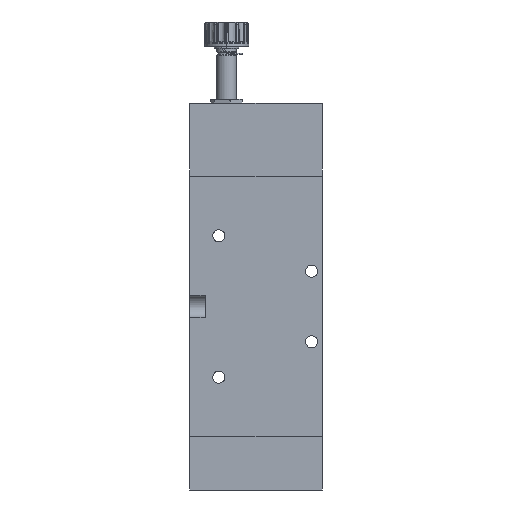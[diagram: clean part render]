
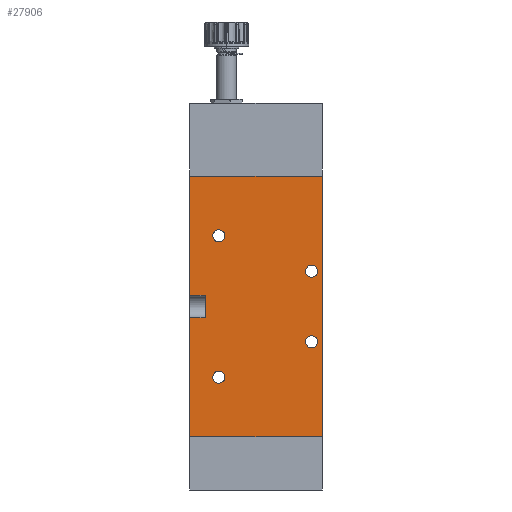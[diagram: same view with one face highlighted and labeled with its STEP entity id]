
A CAD part, left-side view. The second image highlights one B-rep face of the part: STEP entity #27906.
In plain terms, the highlighted planar face has unit normal (-1, 0, 0).
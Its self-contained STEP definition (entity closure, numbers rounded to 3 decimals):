
#112 = ORIENTED_EDGE ( 'NONE', *, *, #5089, .T. ) ;
#670 = EDGE_CURVE ( 'NONE', #38913, #54848, #41966, .T. ) ;
#694 = EDGE_CURVE ( 'NONE', #54848, #38913, #3049, .T. ) ;
#958 = AXIS2_PLACEMENT_3D ( 'NONE', #18716, #50252, #23226 ) ;
#1523 = DIRECTION ( 'NONE',  ( 0., 0., -1. ) ) ;
#1752 = FACE_BOUND ( 'NONE', #47520, .T. ) ;
#2749 = EDGE_LOOP ( 'NONE', ( #9320, #112, #48199, #15990, #14756, #5012, #4369, #58157 ) ) ;
#3049 = CIRCLE ( 'NONE', #16084, 2.75 ) ;
#3157 = DIRECTION ( 'NONE',  ( 1., 0., 0. ) ) ;
#4369 = ORIENTED_EDGE ( 'NONE', *, *, #46218, .F. ) ;
#4621 = LINE ( 'NONE', #16012, #51246 ) ;
#5012 = ORIENTED_EDGE ( 'NONE', *, *, #22186, .T. ) ;
#5089 = EDGE_CURVE ( 'NONE', #22308, #29823, #4621, .T. ) ;
#5485 = CIRCLE ( 'NONE', #51713, 2.75 ) ;
#5659 = LINE ( 'NONE', #32859, #38857 ) ;
#6066 = CARTESIAN_POINT ( 'NONE',  ( -20., -25.2, 45.75 ) ) ;
#6472 = CIRCLE ( 'NONE', #28679, 2.75 ) ;
#6695 = DIRECTION ( 'NONE',  ( 1., 0., 0. ) ) ;
#6838 = CARTESIAN_POINT ( 'NONE',  ( -20., 23., 64. ) ) ;
#7147 = ORIENTED_EDGE ( 'NONE', *, *, #25029, .T. ) ;
#8295 = EDGE_CURVE ( 'NONE', #44163, #32713, #5485, .T. ) ;
#9059 = EDGE_LOOP ( 'NONE', ( #20080, #51866 ) ) ;
#9306 = CARTESIAN_POINT ( 'NONE',  ( -20., 23., 118. ) ) ;
#9320 = ORIENTED_EDGE ( 'NONE', *, *, #13392, .T. ) ;
#9466 = ORIENTED_EDGE ( 'NONE', *, *, #24844, .T. ) ;
#9982 = DIRECTION ( 'NONE',  ( 1., 0., 0. ) ) ;
#10097 = CARTESIAN_POINT ( 'NONE',  ( -20., -25.2, 40.25 ) ) ;
#10604 = LINE ( 'NONE', #24937, #55829 ) ;
#11479 = DIRECTION ( 'NONE',  ( 0., 0., -1. ) ) ;
#11688 = AXIS2_PLACEMENT_3D ( 'NONE', #17142, #40002, #12978 ) ;
#11886 = LINE ( 'NONE', #48913, #25332 ) ;
#12376 = VERTEX_POINT ( 'NONE', #6066 ) ;
#12978 = DIRECTION ( 'NONE',  ( 0., 0., -1. ) ) ;
#13392 = EDGE_CURVE ( 'NONE', #16728, #22308, #28793, .T. ) ;
#13717 = DIRECTION ( 'NONE',  ( 1., 0., 0. ) ) ;
#13768 = FACE_OUTER_BOUND ( 'NONE', #2749, .T. ) ;
#14484 = VERTEX_POINT ( 'NONE', #19889 ) ;
#14756 = ORIENTED_EDGE ( 'NONE', *, *, #35533, .T. ) ;
#15990 = ORIENTED_EDGE ( 'NONE', *, *, #46944, .T. ) ;
#16012 = CARTESIAN_POINT ( 'NONE',  ( -20., -30., 64. ) ) ;
#16084 = AXIS2_PLACEMENT_3D ( 'NONE', #37021, #9982, #41569 ) ;
#16284 = VERTEX_POINT ( 'NONE', #47190 ) ;
#16576 = CARTESIAN_POINT ( 'NONE',  ( -20., 16.8, 91. ) ) ;
#16651 = EDGE_LOOP ( 'NONE', ( #19099, #7147 ) ) ;
#16728 = VERTEX_POINT ( 'NONE', #19360 ) ;
#17142 = CARTESIAN_POINT ( 'NONE',  ( -20., -30., 118. ) ) ;
#17542 = DIRECTION ( 'NONE',  ( 0., 1., 0. ) ) ;
#18716 = CARTESIAN_POINT ( 'NONE',  ( -20., -25.2, 75. ) ) ;
#19099 = ORIENTED_EDGE ( 'NONE', *, *, #8295, .T. ) ;
#19360 = CARTESIAN_POINT ( 'NONE',  ( -20., 30., 118. ) ) ;
#19889 = CARTESIAN_POINT ( 'NONE',  ( -20., -30., 118. ) ) ;
#20009 = DIRECTION ( 'NONE',  ( 0., 0., -1. ) ) ;
#20080 = ORIENTED_EDGE ( 'NONE', *, *, #694, .T. ) ;
#20340 = LINE ( 'NONE', #49264, #29509 ) ;
#20795 = CIRCLE ( 'NONE', #47418, 2.75 ) ;
#20859 = EDGE_CURVE ( 'NONE', #12376, #23960, #38176, .T. ) ;
#21144 = DIRECTION ( 'NONE',  ( 0., 0., -1. ) ) ;
#22186 = EDGE_CURVE ( 'NONE', #37096, #50182, #28128, .T. ) ;
#22308 = VERTEX_POINT ( 'NONE', #33621 ) ;
#23226 = DIRECTION ( 'NONE',  ( 0., 0., -1. ) ) ;
#23960 = VERTEX_POINT ( 'NONE', #10097 ) ;
#24203 = DIRECTION ( 'NONE',  ( 1., 0., 0. ) ) ;
#24484 = EDGE_LOOP ( 'NONE', ( #57968, #54636 ) ) ;
#24844 = EDGE_CURVE ( 'NONE', #52284, #50483, #30220, .T. ) ;
#24937 = CARTESIAN_POINT ( 'NONE',  ( -20., -30., 118. ) ) ;
#25029 = EDGE_CURVE ( 'NONE', #32713, #44163, #44315, .T. ) ;
#25332 = VECTOR ( 'NONE', #17542, 1000. ) ;
#25789 = FACE_BOUND ( 'NONE', #24484, .T. ) ;
#26685 = VECTOR ( 'NONE', #46286, 1000. ) ;
#26968 = DIRECTION ( 'NONE',  ( 0., 0., -1. ) ) ;
#27225 = FACE_BOUND ( 'NONE', #9059, .T. ) ;
#27906 = ADVANCED_FACE ( 'NONE', ( #27225, #25789, #13768, #37788, #1752 ), #35464, .F. ) ;
#27986 = CARTESIAN_POINT ( 'NONE',  ( -20., 16.8, 29.75 ) ) ;
#28126 = CARTESIAN_POINT ( 'NONE',  ( -20., -30., 0. ) ) ;
#28128 = LINE ( 'NONE', #28126, #26685 ) ;
#28633 = DIRECTION ( 'NONE',  ( 1., 0., 0. ) ) ;
#28679 = AXIS2_PLACEMENT_3D ( 'NONE', #33747, #6695, #38284 ) ;
#28793 = LINE ( 'NONE', #47425, #42209 ) ;
#29052 = ORIENTED_EDGE ( 'NONE', *, *, #33328, .T. ) ;
#29088 = EDGE_CURVE ( 'NONE', #51020, #29823, #54593, .T. ) ;
#29509 = VECTOR ( 'NONE', #26968, 1000. ) ;
#29823 = VERTEX_POINT ( 'NONE', #6838 ) ;
#30220 = CIRCLE ( 'NONE', #57213, 2.75 ) ;
#30240 = CARTESIAN_POINT ( 'NONE',  ( -20., -25.2, 43. ) ) ;
#32020 = VECTOR ( 'NONE', #45237, 1000. ) ;
#32713 = VERTEX_POINT ( 'NONE', #45104 ) ;
#32859 = CARTESIAN_POINT ( 'NONE',  ( -20., -30., 118. ) ) ;
#33328 = EDGE_CURVE ( 'NONE', #50483, #52284, #6472, .T. ) ;
#33621 = CARTESIAN_POINT ( 'NONE',  ( -20., 30., 64. ) ) ;
#33747 = CARTESIAN_POINT ( 'NONE',  ( -20., 16.8, 27. ) ) ;
#34184 = DIRECTION ( 'NONE',  ( 0., -1., 0. ) ) ;
#34759 = DIRECTION ( 'NONE',  ( 0., 0., -1. ) ) ;
#35464 = PLANE ( 'NONE',  #11688 ) ;
#35533 = EDGE_CURVE ( 'NONE', #16284, #37096, #20340, .T. ) ;
#36554 = CARTESIAN_POINT ( 'NONE',  ( -20., 23., 54. ) ) ;
#36772 = EDGE_CURVE ( 'NONE', #23960, #12376, #20795, .T. ) ;
#37021 = CARTESIAN_POINT ( 'NONE',  ( -20., -25.2, 75. ) ) ;
#37096 = VERTEX_POINT ( 'NONE', #53819 ) ;
#37788 = FACE_BOUND ( 'NONE', #16651, .T. ) ;
#38149 = AXIS2_PLACEMENT_3D ( 'NONE', #30240, #3157, #34759 ) ;
#38176 = CIRCLE ( 'NONE', #38149, 2.75 ) ;
#38284 = DIRECTION ( 'NONE',  ( 0., 0., -1. ) ) ;
#38857 = VECTOR ( 'NONE', #55550, 1000. ) ;
#38913 = VERTEX_POINT ( 'NONE', #47408 ) ;
#40002 = DIRECTION ( 'NONE',  ( 1., 0., 0. ) ) ;
#40788 = CARTESIAN_POINT ( 'NONE',  ( -20., 16.8, 27. ) ) ;
#41569 = DIRECTION ( 'NONE',  ( 0., 0., -1. ) ) ;
#41966 = CIRCLE ( 'NONE', #958, 2.75 ) ;
#42209 = VECTOR ( 'NONE', #11479, 1000. ) ;
#42391 = CARTESIAN_POINT ( 'NONE',  ( -20., -25.2, 72.25 ) ) ;
#44029 = AXIS2_PLACEMENT_3D ( 'NONE', #51207, #24203, #55769 ) ;
#44163 = VERTEX_POINT ( 'NONE', #57737 ) ;
#44315 = CIRCLE ( 'NONE', #44029, 2.75 ) ;
#45104 = CARTESIAN_POINT ( 'NONE',  ( -20., 16.8, 93.75 ) ) ;
#45237 = DIRECTION ( 'NONE',  ( 0., 0., 1. ) ) ;
#45338 = DIRECTION ( 'NONE',  ( 0., 0., -1. ) ) ;
#46123 = EDGE_CURVE ( 'NONE', #16728, #14484, #5659, .T. ) ;
#46218 = EDGE_CURVE ( 'NONE', #14484, #50182, #10604, .T. ) ;
#46286 = DIRECTION ( 'NONE',  ( 0., -1., 0. ) ) ;
#46944 = EDGE_CURVE ( 'NONE', #51020, #16284, #11886, .T. ) ;
#47190 = CARTESIAN_POINT ( 'NONE',  ( -20., 30., 54. ) ) ;
#47408 = CARTESIAN_POINT ( 'NONE',  ( -20., -25.2, 77.75 ) ) ;
#47418 = AXIS2_PLACEMENT_3D ( 'NONE', #55646, #28633, #1523 ) ;
#47425 = CARTESIAN_POINT ( 'NONE',  ( -20., 30., 118. ) ) ;
#47520 = EDGE_LOOP ( 'NONE', ( #9466, #29052 ) ) ;
#48153 = DIRECTION ( 'NONE',  ( 1., 0., 0. ) ) ;
#48199 = ORIENTED_EDGE ( 'NONE', *, *, #29088, .F. ) ;
#48913 = CARTESIAN_POINT ( 'NONE',  ( -20., -30., 54. ) ) ;
#49264 = CARTESIAN_POINT ( 'NONE',  ( -20., 30., 118. ) ) ;
#50182 = VERTEX_POINT ( 'NONE', #50636 ) ;
#50252 = DIRECTION ( 'NONE',  ( 1., 0., 0. ) ) ;
#50483 = VERTEX_POINT ( 'NONE', #27986 ) ;
#50636 = CARTESIAN_POINT ( 'NONE',  ( -20., -30., 0. ) ) ;
#51020 = VERTEX_POINT ( 'NONE', #36554 ) ;
#51207 = CARTESIAN_POINT ( 'NONE',  ( -20., 16.8, 91. ) ) ;
#51246 = VECTOR ( 'NONE', #34184, 1000. ) ;
#51713 = AXIS2_PLACEMENT_3D ( 'NONE', #16576, #48153, #21144 ) ;
#51866 = ORIENTED_EDGE ( 'NONE', *, *, #670, .T. ) ;
#52284 = VERTEX_POINT ( 'NONE', #56545 ) ;
#53819 = CARTESIAN_POINT ( 'NONE',  ( -20., 30., 0. ) ) ;
#54593 = LINE ( 'NONE', #9306, #32020 ) ;
#54636 = ORIENTED_EDGE ( 'NONE', *, *, #20859, .T. ) ;
#54848 = VERTEX_POINT ( 'NONE', #42391 ) ;
#55550 = DIRECTION ( 'NONE',  ( 0., -1., 0. ) ) ;
#55646 = CARTESIAN_POINT ( 'NONE',  ( -20., -25.2, 43. ) ) ;
#55769 = DIRECTION ( 'NONE',  ( 0., 0., -1. ) ) ;
#55829 = VECTOR ( 'NONE', #20009, 1000. ) ;
#56545 = CARTESIAN_POINT ( 'NONE',  ( -20., 16.8, 24.25 ) ) ;
#57213 = AXIS2_PLACEMENT_3D ( 'NONE', #40788, #13717, #45338 ) ;
#57737 = CARTESIAN_POINT ( 'NONE',  ( -20., 16.8, 88.25 ) ) ;
#57968 = ORIENTED_EDGE ( 'NONE', *, *, #36772, .T. ) ;
#58157 = ORIENTED_EDGE ( 'NONE', *, *, #46123, .F. ) ;
